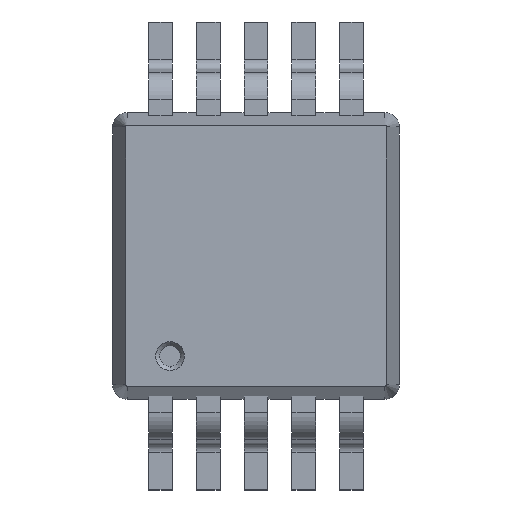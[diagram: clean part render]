
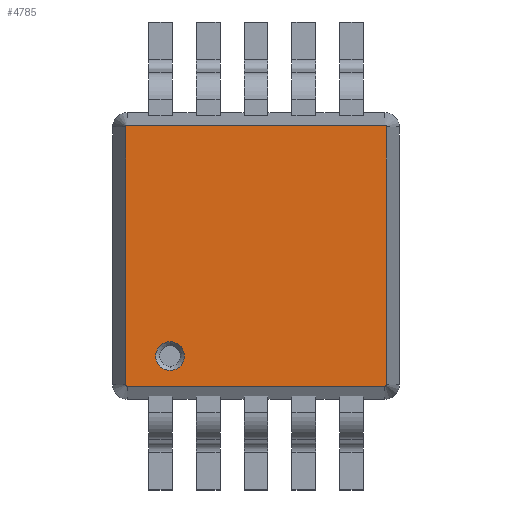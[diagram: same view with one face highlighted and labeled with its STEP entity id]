
A CAD part, top view. The second image highlights one B-rep face of the part: STEP entity #4785.
In plain terms, the highlighted planar face has unit normal (0, 0, 1).
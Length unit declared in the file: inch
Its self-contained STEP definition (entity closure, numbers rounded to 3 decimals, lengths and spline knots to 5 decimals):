
#33 = CARTESIAN_POINT ( 'NONE',  ( -0.05315, -0.05378, 0.04528 ) ) ;
#118 = CARTESIAN_POINT ( 'NONE',  ( -0.05315, 0.05378, 0.04528 ) ) ;
#233 = ORIENTED_EDGE ( 'NONE', *, *, #1061, .F. ) ;
#290 = VECTOR ( 'NONE', #2286, 39.37008 ) ;
#295 = DIRECTION ( 'NONE',  ( 0., 1., 0. ) ) ;
#449 = VERTEX_POINT ( 'NONE', #118 ) ;
#508 = VERTEX_POINT ( 'NONE', #4189 ) ;
#530 = DIRECTION ( 'NONE',  ( 0., 0., -1. ) ) ;
#540 = EDGE_CURVE ( 'NONE', #3577, #4168, #4735, .T. ) ;
#542 = DIRECTION ( 'NONE',  ( 0., 1., 0. ) ) ;
#560 = DIRECTION ( 'NONE',  ( 0., 0., -1. ) ) ;
#614 = CARTESIAN_POINT ( 'NONE',  ( 0.05315, 0.05315, 0.04528 ) ) ;
#699 = CARTESIAN_POINT ( 'NONE',  ( -0.03543, -0.04134, 0.04528 ) ) ;
#728 = CARTESIAN_POINT ( 'NONE',  ( -0.05315, -0.05315, 0.04528 ) ) ;
#734 = CARTESIAN_POINT ( 'NONE',  ( -0.05315, 0.05315, 0.04528 ) ) ;
#811 = AXIS2_PLACEMENT_3D ( 'NONE', #3113, #1258, #3848 ) ;
#816 = CARTESIAN_POINT ( 'NONE',  ( 0.05315, 0.05378, 0.04528 ) ) ;
#820 = CARTESIAN_POINT ( 'NONE',  ( 0.05315, -0.05378, 0.04528 ) ) ;
#899 = VERTEX_POINT ( 'NONE', #816 ) ;
#923 = ORIENTED_EDGE ( 'NONE', *, *, #540, .F. ) ;
#940 = EDGE_CURVE ( 'NONE', #899, #1860, #1454, .T. ) ;
#1023 = ORIENTED_EDGE ( 'NONE', *, *, #4568, .F. ) ;
#1061 = EDGE_CURVE ( 'NONE', #1795, #449, #1707, .T. ) ;
#1083 = EDGE_CURVE ( 'NONE', #1860, #508, #2041, .T. ) ;
#1086 = DIRECTION ( 'NONE',  ( 0., 1., 0. ) ) ;
#1115 = DIRECTION ( 'NONE',  ( 0., -1., 0. ) ) ;
#1248 = VECTOR ( 'NONE', #3597, 39.37008 ) ;
#1258 = DIRECTION ( 'NONE',  ( 0., 0., -1. ) ) ;
#1331 = ORIENTED_EDGE ( 'NONE', *, *, #3545, .F. ) ;
#1454 = CIRCLE ( 'NONE', #2224, 0.00063 ) ;
#1478 = EDGE_CURVE ( 'NONE', #449, #899, #4789, .T. ) ;
#1561 = CARTESIAN_POINT ( 'NONE',  ( 0.05315, -0.05315, 0.04528 ) ) ;
#1594 = CARTESIAN_POINT ( 'NONE',  ( -0.05315, 0.05378, 0.04528 ) ) ;
#1676 = CARTESIAN_POINT ( 'NONE',  ( -0.05378, 0.05315, 0.04528 ) ) ;
#1707 = CIRCLE ( 'NONE', #4185, 0.00063 ) ;
#1737 = CIRCLE ( 'NONE', #4237, 0.00063 ) ;
#1795 = VERTEX_POINT ( 'NONE', #1676 ) ;
#1858 = CARTESIAN_POINT ( 'NONE',  ( -0.05315, -0.05378, 0.04528 ) ) ;
#1860 = VERTEX_POINT ( 'NONE', #2143 ) ;
#1941 = DIRECTION ( 'NONE',  ( 0., -1., 0. ) ) ;
#1979 = VERTEX_POINT ( 'NONE', #4055 ) ;
#2041 = LINE ( 'NONE', #3491, #1248 ) ;
#2058 = AXIS2_PLACEMENT_3D ( 'NONE', #1561, #4131, #1941 ) ;
#2143 = CARTESIAN_POINT ( 'NONE',  ( 0.05378, 0.05315, 0.04528 ) ) ;
#2224 = AXIS2_PLACEMENT_3D ( 'NONE', #614, #530, #3632 ) ;
#2286 = DIRECTION ( 'NONE',  ( -1., 0., 0. ) ) ;
#2340 = ORIENTED_EDGE ( 'NONE', *, *, #4625, .F. ) ;
#2386 = CIRCLE ( 'NONE', #4429, 0.00591 ) ;
#2578 = DIRECTION ( 'NONE',  ( 0., 0., 1. ) ) ;
#2722 = PLANE ( 'NONE',  #811 ) ;
#2746 = VECTOR ( 'NONE', #542, 39.37008 ) ;
#2797 = CARTESIAN_POINT ( 'NONE',  ( -0.05378, -0.05315, 0.04528 ) ) ;
#2809 = CARTESIAN_POINT ( 'NONE',  ( -0.05378, -0.05315, 0.04528 ) ) ;
#2813 = LINE ( 'NONE', #2809, #2746 ) ;
#2948 = CIRCLE ( 'NONE', #2058, 0.00063 ) ;
#3037 = CARTESIAN_POINT ( 'NONE',  ( -0.03543, -0.03543, 0.04528 ) ) ;
#3040 = FACE_OUTER_BOUND ( 'NONE', #3492, .T. ) ;
#3052 = EDGE_LOOP ( 'NONE', ( #4594, #1023 ) ) ;
#3074 = ORIENTED_EDGE ( 'NONE', *, *, #1083, .F. ) ;
#3113 = CARTESIAN_POINT ( 'NONE',  ( -0.05315, -0.05315, 0.04528 ) ) ;
#3138 = VERTEX_POINT ( 'NONE', #2797 ) ;
#3318 = DIRECTION ( 'NONE',  ( 0., 0., 1. ) ) ;
#3349 = DIRECTION ( 'NONE',  ( 0., 0., -1. ) ) ;
#3391 = DIRECTION ( 'NONE',  ( 1., 0., 0. ) ) ;
#3491 = CARTESIAN_POINT ( 'NONE',  ( 0.05378, -0.05315, 0.04528 ) ) ;
#3492 = EDGE_LOOP ( 'NONE', ( #923, #1331, #3074, #3578, #4404, #233, #4794, #2340 ) ) ;
#3536 = VERTEX_POINT ( 'NONE', #3037 ) ;
#3545 = EDGE_CURVE ( 'NONE', #508, #3577, #2948, .T. ) ;
#3577 = VERTEX_POINT ( 'NONE', #820 ) ;
#3578 = ORIENTED_EDGE ( 'NONE', *, *, #940, .F. ) ;
#3597 = DIRECTION ( 'NONE',  ( 0., -1., 0. ) ) ;
#3632 = DIRECTION ( 'NONE',  ( 0., -1., 0. ) ) ;
#3682 = FACE_BOUND ( 'NONE', #3052, .T. ) ;
#3737 = AXIS2_PLACEMENT_3D ( 'NONE', #699, #3318, #1086 ) ;
#3746 = EDGE_CURVE ( 'NONE', #3138, #1795, #2813, .T. ) ;
#3848 = DIRECTION ( 'NONE',  ( 0., -1., 0. ) ) ;
#3973 = EDGE_CURVE ( 'NONE', #3536, #1979, #2386, .T. ) ;
#4026 = VECTOR ( 'NONE', #3391, 39.37008 ) ;
#4055 = CARTESIAN_POINT ( 'NONE',  ( -0.03543, -0.04724, 0.04528 ) ) ;
#4131 = DIRECTION ( 'NONE',  ( 0., 0., -1. ) ) ;
#4168 = VERTEX_POINT ( 'NONE', #33 ) ;
#4185 = AXIS2_PLACEMENT_3D ( 'NONE', #734, #560, #4508 ) ;
#4189 = CARTESIAN_POINT ( 'NONE',  ( 0.05378, -0.05315, 0.04528 ) ) ;
#4237 = AXIS2_PLACEMENT_3D ( 'NONE', #728, #3349, #1115 ) ;
#4404 = ORIENTED_EDGE ( 'NONE', *, *, #1478, .F. ) ;
#4429 = AXIS2_PLACEMENT_3D ( 'NONE', #4772, #2578, #295 ) ;
#4508 = DIRECTION ( 'NONE',  ( 0., -1., 0. ) ) ;
#4561 = CIRCLE ( 'NONE', #3737, 0.00591 ) ;
#4568 = EDGE_CURVE ( 'NONE', #1979, #3536, #4561, .T. ) ;
#4594 = ORIENTED_EDGE ( 'NONE', *, *, #3973, .F. ) ;
#4625 = EDGE_CURVE ( 'NONE', #4168, #3138, #1737, .T. ) ;
#4735 = LINE ( 'NONE', #1858, #290 ) ;
#4772 = CARTESIAN_POINT ( 'NONE',  ( -0.03543, -0.04134, 0.04528 ) ) ;
#4785 = ADVANCED_FACE ( 'NONE', ( #3682, #3040 ), #2722, .F. ) ;
#4789 = LINE ( 'NONE', #1594, #4026 ) ;
#4794 = ORIENTED_EDGE ( 'NONE', *, *, #3746, .F. ) ;
